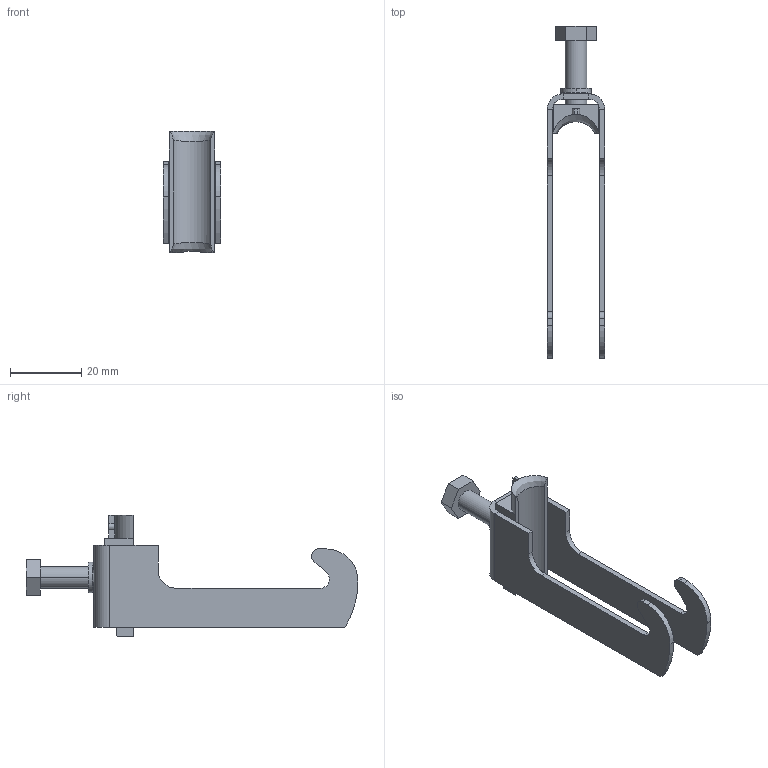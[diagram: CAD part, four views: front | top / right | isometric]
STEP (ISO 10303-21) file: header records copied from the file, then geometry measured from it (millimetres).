
FILE_DESCRIPTION (( 'STEP AP214' ), '1' );
FILE_NAME ('1180126.stp', '2017-09-15T08:30:02', ( '' ), ( '' ), 'SwSTEP 2.0', 'SolidWorks 2016', '' );
FILE_SCHEMA (( 'AUTOMOTIVE_DESIGN' ));
Length unit declared in the file: millimetre
Products named in the file (5): EB101-00-04_Standard; EB101-00-03_M6 x 18; EB501-02-01_Standard; 1180126; EB101-02-02_Standard
Assembly tree (4 placements, depth 2):
  1180126
    EB501-02-01_Standard
    EB101-00-03_M6 x 18
    EB101-00-04_Standard
    EB101-02-02_Standard
Bounding box: 16.2 x 93 x 34 mm (x, y, z)
Volume: 5929.9 mm3; surface area: 8718.1 mm2
Topology: 4 solids, 4 shells, 197 faces, 495 edges, 309 vertices
Faces by surface type: plane 135, cylinder 38, torus 10, cone 8, bspline 6
Entity records: 6573 total; most frequent: CARTESIAN_POINT 1683, ORIENTED_EDGE 986, DIRECTION 973, EDGE_CURVE 493, LINE 339, VECTOR 339, AXIS2_PLACEMENT_3D 317, VERTEX_POINT 309
